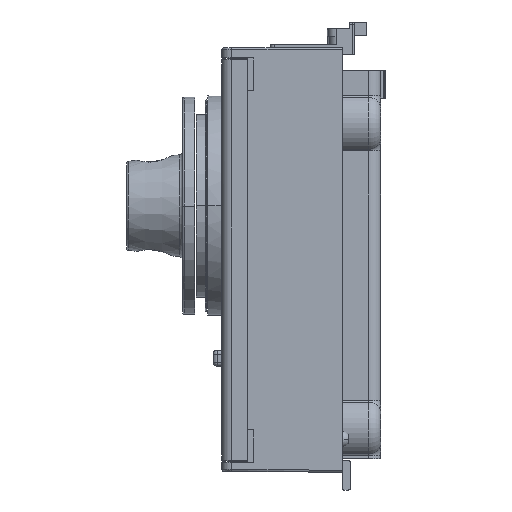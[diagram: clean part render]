
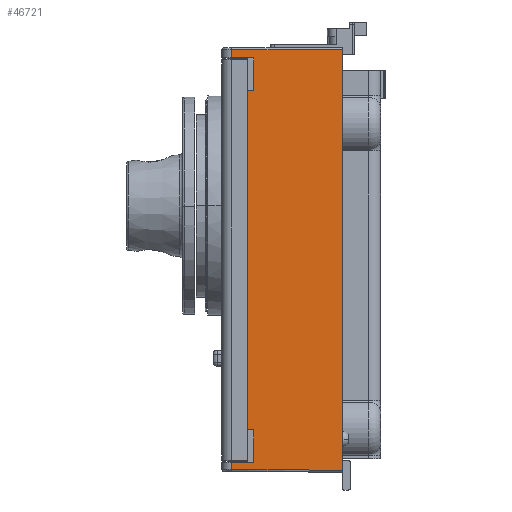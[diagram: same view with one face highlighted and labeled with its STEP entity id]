
A CAD part, left-side view. The second image highlights one B-rep face of the part: STEP entity #46721.
In plain terms, the highlighted planar face has unit normal (-1, 0.009, 0).
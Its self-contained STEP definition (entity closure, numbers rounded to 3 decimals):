
#7705=DIRECTION('',(0.009,1.,0.));
#7706=VECTOR('',#7705,5.522);
#7707=CARTESIAN_POINT('',(-95.339,189.,49.75));
#7708=LINE('',#7707,#7706);
#7714=DIRECTION('',(-0.009,-1.,0.));
#7715=VECTOR('',#7714,5.522);
#7716=CARTESIAN_POINT('',(-95.29,194.522,150.25));
#7717=LINE('',#7716,#7715);
#17977=DIRECTION('',(-0.009,-1.,0.));
#17978=VECTOR('',#17977,27.523);
#17979=CARTESIAN_POINT('',(-95.29,194.522,152.25));
#17980=LINE('',#17979,#17978);
#17981=DIRECTION('',(0.009,1.,0.009));
#17982=VECTOR('',#17981,27.524);
#17983=CARTESIAN_POINT('',(-95.531,167.,47.719));
#17984=LINE('',#17983,#17982);
#17985=DIRECTION('',(0.,0.,-1.));
#17986=VECTOR('',#17985,1.79);
#17987=CARTESIAN_POINT('',(-95.29,194.522,49.75));
#17988=LINE('',#17987,#17986);
#17989=DIRECTION('',(0.,0.,-1.));
#17990=VECTOR('',#17989,8.);
#17991=CARTESIAN_POINT('',(-95.339,189.,57.75));
#17992=LINE('',#17991,#17990);
#17993=DIRECTION('',(0.009,1.,0.));
#17994=VECTOR('',#17993,1.5);
#17995=CARTESIAN_POINT('',(-95.339,189.,57.75));
#17996=LINE('',#17995,#17994);
#17997=DIRECTION('',(0.,0.,1.));
#17998=VECTOR('',#17997,84.5);
#17999=CARTESIAN_POINT('',(-95.325,190.5,57.75));
#18000=LINE('',#17999,#17998);
#18001=DIRECTION('',(0.009,1.,0.));
#18002=VECTOR('',#18001,1.5);
#18003=CARTESIAN_POINT('',(-95.339,189.,142.25));
#18004=LINE('',#18003,#18002);
#18005=DIRECTION('',(0.,0.,-1.));
#18006=VECTOR('',#18005,8.);
#18007=CARTESIAN_POINT('',(-95.339,189.,150.25));
#18008=LINE('',#18007,#18006);
#18009=DIRECTION('',(0.,0.,-1.));
#18010=VECTOR('',#18009,2.);
#18011=CARTESIAN_POINT('',(-95.29,194.522,152.25));
#18012=LINE('',#18011,#18010);
#18453=CARTESIAN_POINT('',(-95.29,194.522,
47.96));
#19439=CARTESIAN_POINT('',(-95.531,167.,47.719));
#19455=DIRECTION('',(0.,0.,1.));
#19456=VECTOR('',#19455,104.531);
#19457=CARTESIAN_POINT('',(-95.531,167.,47.719));
#19458=LINE('',#19457,#19456);
#19473=CARTESIAN_POINT('',(-95.531,167.,152.25));
#26933=CARTESIAN_POINT('',(-95.29,194.522,49.75));
#26935=VERTEX_POINT('',#26933);
#26936=CARTESIAN_POINT('',(-95.29,194.522,150.25));
#26938=VERTEX_POINT('',#26936);
#26953=CARTESIAN_POINT('',(-95.29,194.522,152.25));
#26955=VERTEX_POINT('',#26953);
#26973=VERTEX_POINT('',#18453);
#27216=VERTEX_POINT('',#19473);
#27221=VERTEX_POINT('',#19439);
#27521=CARTESIAN_POINT('',(-95.339,189.,150.25));
#27522=CARTESIAN_POINT('',(-95.339,189.,142.25));
#27523=VERTEX_POINT('',#27521);
#27524=VERTEX_POINT('',#27522);
#27525=CARTESIAN_POINT('',(-95.339,189.,57.75));
#27526=CARTESIAN_POINT('',(-95.339,189.,49.75));
#27527=VERTEX_POINT('',#27525);
#27528=VERTEX_POINT('',#27526);
#27529=CARTESIAN_POINT('',(-95.325,190.5,57.75));
#27530=VERTEX_POINT('',#27529);
#27531=CARTESIAN_POINT('',(-95.325,190.5,142.25));
#27532=VERTEX_POINT('',#27531);
#46692=CARTESIAN_POINT('',(-95.5,170.5,46.106));
#46693=DIRECTION('',(-1.,0.009,0.));
#46694=DIRECTION('',(0.,0.,-1.));
#46695=AXIS2_PLACEMENT_3D('',#46692,#46693,#46694);
#46696=PLANE('',#46695);
#46698=ORIENTED_EDGE('',*,*,#46697,.T.);
#46700=ORIENTED_EDGE('',*,*,#46699,.F.);
#46702=ORIENTED_EDGE('',*,*,#46701,.T.);
#46704=ORIENTED_EDGE('',*,*,#46703,.F.);
#46705=ORIENTED_EDGE('',*,*,#28836,.F.);
#46707=ORIENTED_EDGE('',*,*,#46706,.F.);
#46709=ORIENTED_EDGE('',*,*,#46708,.T.);
#46711=ORIENTED_EDGE('',*,*,#46710,.T.);
#46713=ORIENTED_EDGE('',*,*,#46712,.F.);
#46715=ORIENTED_EDGE('',*,*,#46714,.F.);
#46716=ORIENTED_EDGE('',*,*,#28855,.F.);
#46718=ORIENTED_EDGE('',*,*,#46717,.F.);
#46719=EDGE_LOOP('',(#46698,#46700,#46702,#46704,#46705,#46707,#46709,#46711,
#46713,#46715,#46716,#46718));
#46720=FACE_OUTER_BOUND('',#46719,.F.);
#28836=EDGE_CURVE('',#27528,#26935,#7708,.T.);
#28855=EDGE_CURVE('',#26938,#27523,#7717,.T.);
#46697=EDGE_CURVE('',#26955,#27216,#17980,.T.);
#46699=EDGE_CURVE('',#27221,#27216,#19458,.T.);
#46701=EDGE_CURVE('',#27221,#26973,#17984,.T.);
#46703=EDGE_CURVE('',#26935,#26973,#17988,.T.);
#46706=EDGE_CURVE('',#27527,#27528,#17992,.T.);
#46708=EDGE_CURVE('',#27527,#27530,#17996,.T.);
#46710=EDGE_CURVE('',#27530,#27532,#18000,.T.);
#46712=EDGE_CURVE('',#27524,#27532,#18004,.T.);
#46714=EDGE_CURVE('',#27523,#27524,#18008,.T.);
#46717=EDGE_CURVE('',#26955,#26938,#18012,.T.);
#46721=ADVANCED_FACE('',(#46720),#46696,.T.);
